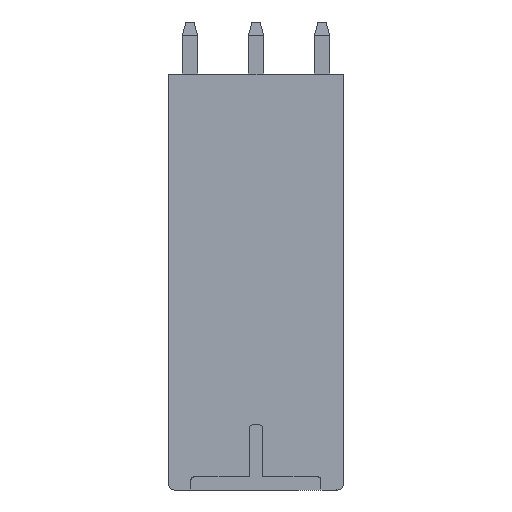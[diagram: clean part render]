
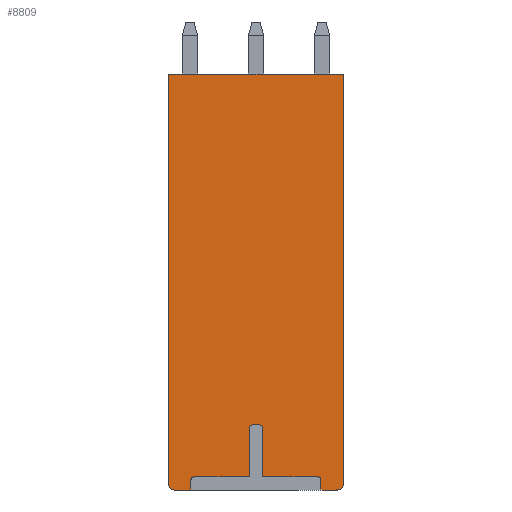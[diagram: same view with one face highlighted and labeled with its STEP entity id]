
A CAD part, front view. The second image highlights one B-rep face of the part: STEP entity #8809.
In plain terms, the highlighted planar face has unit normal (0, -1, 0).
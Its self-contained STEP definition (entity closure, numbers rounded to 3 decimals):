
#926=DIRECTION('',(0.,0.,1.));
#927=VECTOR('',#926,0.8);
#928=CARTESIAN_POINT('',(-5.,-113.6,-16.));
#929=LINE('',#928,#927);
#930=DIRECTION('',(-1.,0.,0.));
#931=VECTOR('',#930,1.3);
#932=CARTESIAN_POINT('',(-5.,-113.6,-16.));
#933=LINE('',#932,#931);
#934=CARTESIAN_POINT('',(-6.3,-113.6,-15.6));
#935=DIRECTION('',(0.,1.,0.));
#936=DIRECTION('',(0.,0.,-1.));
#937=AXIS2_PLACEMENT_3D('',#934,#935,#936);
#939=DIRECTION('',(0.,0.,1.));
#940=VECTOR('',#939,31.6);
#941=CARTESIAN_POINT('',(-6.7,-113.6,-15.6));
#942=LINE('',#941,#940);
#943=DIRECTION('',(1.,0.,0.));
#944=VECTOR('',#943,13.4);
#945=CARTESIAN_POINT('',(-6.7,-113.6,16.));
#946=LINE('',#945,#944);
#947=DIRECTION('',(0.,0.,-1.));
#948=VECTOR('',#947,31.6);
#949=CARTESIAN_POINT('',(6.7,-113.6,16.));
#950=LINE('',#949,#948);
#951=CARTESIAN_POINT('',(6.3,-113.6,-15.6));
#952=DIRECTION('',(0.,1.,0.));
#953=DIRECTION('',(1.,0.,0.));
#954=AXIS2_PLACEMENT_3D('',#951,#952,#953);
#956=DIRECTION('',(-1.,0.,0.));
#957=VECTOR('',#956,1.3);
#958=CARTESIAN_POINT('',(6.3,-113.6,-16.));
#959=LINE('',#958,#957);
#960=DIRECTION('',(0.,0.,1.));
#961=VECTOR('',#960,0.8);
#962=CARTESIAN_POINT('',(5.,-113.6,-16.));
#963=LINE('',#962,#961);
#964=CARTESIAN_POINT('',(4.8,-113.6,-15.2));
#965=DIRECTION('',(0.,1.,0.));
#966=DIRECTION('',(0.,0.,1.));
#967=AXIS2_PLACEMENT_3D('',#964,#965,#966);
#969=DIRECTION('',(1.,0.,0.));
#970=VECTOR('',#969,4.3);
#971=CARTESIAN_POINT('',(0.5,-113.6,-15.));
#972=LINE('',#971,#970);
#973=DIRECTION('',(0.,0.,-1.));
#974=VECTOR('',#973,3.8);
#975=CARTESIAN_POINT('',(0.5,-113.6,-11.2));
#976=LINE('',#975,#974);
#977=CARTESIAN_POINT('',(0.3,-113.6,-11.2));
#978=DIRECTION('',(0.,1.,0.));
#979=DIRECTION('',(0.,0.,1.));
#980=AXIS2_PLACEMENT_3D('',#977,#978,#979);
#982=DIRECTION('',(1.,0.,0.));
#983=VECTOR('',#982,0.6);
#984=CARTESIAN_POINT('',(-0.3,-113.6,-11.));
#985=LINE('',#984,#983);
#986=CARTESIAN_POINT('',(-0.3,-113.6,-11.2));
#987=DIRECTION('',(0.,1.,0.));
#988=DIRECTION('',(-1.,0.,0.));
#989=AXIS2_PLACEMENT_3D('',#986,#987,#988);
#991=DIRECTION('',(0.,0.,1.));
#992=VECTOR('',#991,3.8);
#993=CARTESIAN_POINT('',(-0.5,-113.6,-15.));
#994=LINE('',#993,#992);
#995=DIRECTION('',(1.,0.,0.));
#996=VECTOR('',#995,4.3);
#997=CARTESIAN_POINT('',(-4.8,-113.6,-15.));
#998=LINE('',#997,#996);
#999=CARTESIAN_POINT('',(-4.8,-113.6,-15.2));
#1000=DIRECTION('',(0.,1.,0.));
#1001=DIRECTION('',(-1.,0.,0.));
#1002=AXIS2_PLACEMENT_3D('',#999,#1000,#1001);
#6471=CARTESIAN_POINT('',(-6.7,-113.6,16.));
#6472=CARTESIAN_POINT('',(6.7,-113.6,16.));
#6473=VERTEX_POINT('',#6471);
#6474=VERTEX_POINT('',#6472);
#6475=CARTESIAN_POINT('',(6.7,-113.6,-15.6));
#6476=VERTEX_POINT('',#6475);
#6477=CARTESIAN_POINT('',(6.3,-113.6,-16.));
#6478=VERTEX_POINT('',#6477);
#6479=CARTESIAN_POINT('',(-6.3,-113.6,-16.));
#6480=CARTESIAN_POINT('',(-6.7,-113.6,-15.6));
#6481=VERTEX_POINT('',#6479);
#6482=VERTEX_POINT('',#6480);
#6555=CARTESIAN_POINT('',(-5.,-113.6,-16.));
#6556=VERTEX_POINT('',#6555);
#6557=CARTESIAN_POINT('',(-5.,-113.6,-15.2));
#6558=VERTEX_POINT('',#6557);
#6559=CARTESIAN_POINT('',(-4.8,-113.6,-15.));
#6560=VERTEX_POINT('',#6559);
#6561=CARTESIAN_POINT('',(-0.5,-113.6,-15.));
#6562=VERTEX_POINT('',#6561);
#6563=CARTESIAN_POINT('',(-0.5,-113.6,-11.2));
#6564=VERTEX_POINT('',#6563);
#6565=CARTESIAN_POINT('',(-0.3,-113.6,-11.));
#6566=VERTEX_POINT('',#6565);
#6567=CARTESIAN_POINT('',(0.3,-113.6,-11.));
#6568=VERTEX_POINT('',#6567);
#6569=CARTESIAN_POINT('',(0.5,-113.6,-11.2));
#6570=VERTEX_POINT('',#6569);
#6571=CARTESIAN_POINT('',(0.5,-113.6,-15.));
#6572=VERTEX_POINT('',#6571);
#6573=CARTESIAN_POINT('',(4.8,-113.6,-15.));
#6574=VERTEX_POINT('',#6573);
#6575=CARTESIAN_POINT('',(5.,-113.6,-15.2));
#6576=VERTEX_POINT('',#6575);
#6577=CARTESIAN_POINT('',(5.,-113.6,-16.));
#6578=VERTEX_POINT('',#6577);
#8768=CARTESIAN_POINT('',(0.,-113.6,0.));
#8769=DIRECTION('',(0.,1.,0.));
#8770=DIRECTION('',(1.,0.,0.));
#8771=AXIS2_PLACEMENT_3D('',#8768,#8769,#8770);
#8772=PLANE('',#8771);
#8774=ORIENTED_EDGE('',*,*,#8773,.F.);
#8775=ORIENTED_EDGE('',*,*,#8370,.T.);
#8777=ORIENTED_EDGE('',*,*,#8776,.T.);
#8779=ORIENTED_EDGE('',*,*,#8778,.T.);
#8781=ORIENTED_EDGE('',*,*,#8780,.T.);
#8783=ORIENTED_EDGE('',*,*,#8782,.T.);
#8785=ORIENTED_EDGE('',*,*,#8784,.T.);
#8786=ORIENTED_EDGE('',*,*,#8378,.T.);
#8788=ORIENTED_EDGE('',*,*,#8787,.T.);
#8790=ORIENTED_EDGE('',*,*,#8789,.F.);
#8792=ORIENTED_EDGE('',*,*,#8791,.F.);
#8794=ORIENTED_EDGE('',*,*,#8793,.F.);
#8796=ORIENTED_EDGE('',*,*,#8795,.F.);
#8798=ORIENTED_EDGE('',*,*,#8797,.F.);
#8800=ORIENTED_EDGE('',*,*,#8799,.F.);
#8802=ORIENTED_EDGE('',*,*,#8801,.F.);
#8804=ORIENTED_EDGE('',*,*,#8803,.F.);
#8806=ORIENTED_EDGE('',*,*,#8805,.F.);
#8807=EDGE_LOOP('',(#8774,#8775,#8777,#8779,#8781,#8783,#8785,#8786,#8788,#8790,
#8792,#8794,#8796,#8798,#8800,#8802,#8804,#8806));
#8808=FACE_OUTER_BOUND('',#8807,.F.);
#938=CIRCLE('',#937,0.4);
#955=CIRCLE('',#954,0.4);
#968=CIRCLE('',#967,0.2);
#981=CIRCLE('',#980,0.2);
#990=CIRCLE('',#989,0.2);
#1003=CIRCLE('',#1002,0.2);
#8370=EDGE_CURVE('',#6556,#6481,#933,.T.);
#8378=EDGE_CURVE('',#6478,#6578,#959,.T.);
#8773=EDGE_CURVE('',#6556,#6558,#929,.T.);
#8776=EDGE_CURVE('',#6481,#6482,#938,.T.);
#8778=EDGE_CURVE('',#6482,#6473,#942,.T.);
#8780=EDGE_CURVE('',#6473,#6474,#946,.T.);
#8782=EDGE_CURVE('',#6474,#6476,#950,.T.);
#8784=EDGE_CURVE('',#6476,#6478,#955,.T.);
#8787=EDGE_CURVE('',#6578,#6576,#963,.T.);
#8789=EDGE_CURVE('',#6574,#6576,#968,.T.);
#8791=EDGE_CURVE('',#6572,#6574,#972,.T.);
#8793=EDGE_CURVE('',#6570,#6572,#976,.T.);
#8795=EDGE_CURVE('',#6568,#6570,#981,.T.);
#8797=EDGE_CURVE('',#6566,#6568,#985,.T.);
#8799=EDGE_CURVE('',#6564,#6566,#990,.T.);
#8801=EDGE_CURVE('',#6562,#6564,#994,.T.);
#8803=EDGE_CURVE('',#6560,#6562,#998,.T.);
#8805=EDGE_CURVE('',#6558,#6560,#1003,.T.);
#8809=ADVANCED_FACE('',(#8808),#8772,.F.);
